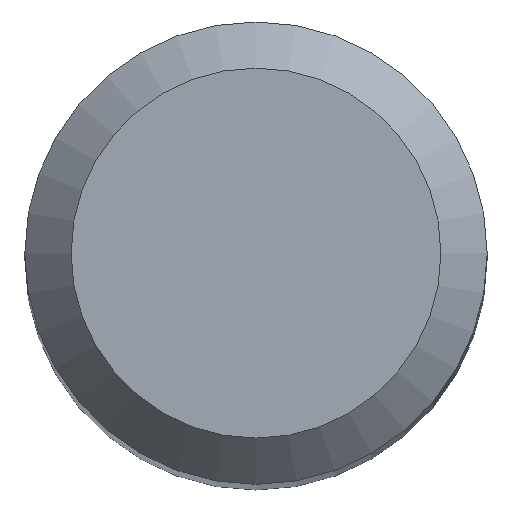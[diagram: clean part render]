
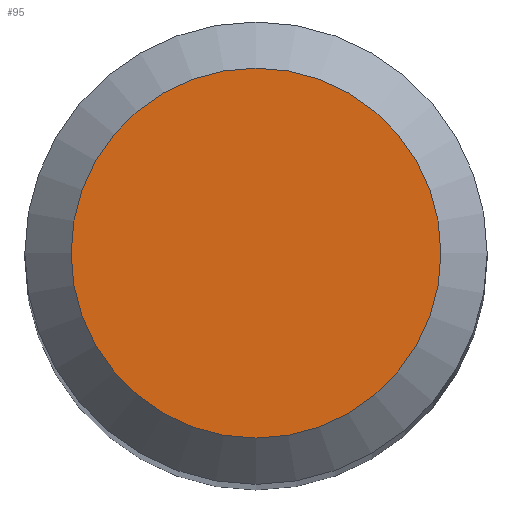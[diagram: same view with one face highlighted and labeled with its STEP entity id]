
A CAD part, top view. The second image highlights one B-rep face of the part: STEP entity #95.
In plain terms, the highlighted planar face has unit normal (0, 0, 1).
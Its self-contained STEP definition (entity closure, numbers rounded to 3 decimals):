
#2 = DIRECTION ( 'NONE',  ( 0., 0., -1. ) ) ;
#18 = CARTESIAN_POINT ( 'NONE',  ( 0., 1.6, 40. ) ) ;
#31 = EDGE_CURVE ( 'NONE', #123, #123, #146, .T. ) ;
#50 = DIRECTION ( 'NONE',  ( 0., 1., 0. ) ) ;
#53 = ORIENTED_EDGE ( 'NONE', *, *, #31, .F. ) ;
#60 = DIRECTION ( 'NONE',  ( 0., 1., 0. ) ) ;
#65 = AXIS2_PLACEMENT_3D ( 'NONE', #94, #116, #60 ) ;
#66 = CARTESIAN_POINT ( 'NONE',  ( 0., 0., 40. ) ) ;
#94 = CARTESIAN_POINT ( 'NONE',  ( 0., 0., 40. ) ) ;
#95 = ADVANCED_FACE ( 'NONE', ( #187 ), #140, .F. ) ;
#116 = DIRECTION ( 'NONE',  ( 0., 0., -1. ) ) ;
#123 = VERTEX_POINT ( 'NONE', #18 ) ;
#140 = PLANE ( 'NONE',  #148 ) ;
#146 = CIRCLE ( 'NONE', #65, 1.6 ) ;
#148 = AXIS2_PLACEMENT_3D ( 'NONE', #66, #2, #50 ) ;
#187 = FACE_OUTER_BOUND ( 'NONE', #193, .T. ) ;
#193 = EDGE_LOOP ( 'NONE', ( #53 ) ) ;
